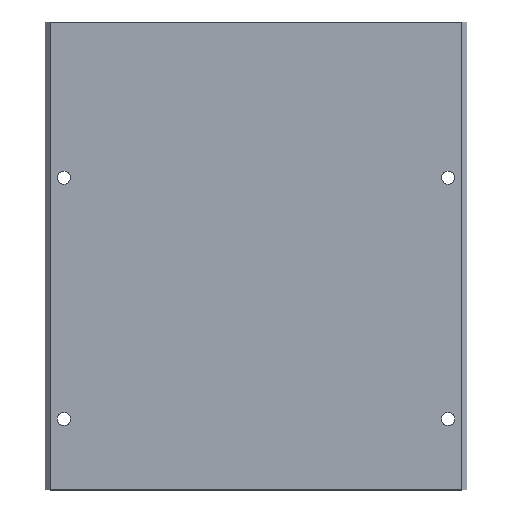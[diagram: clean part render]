
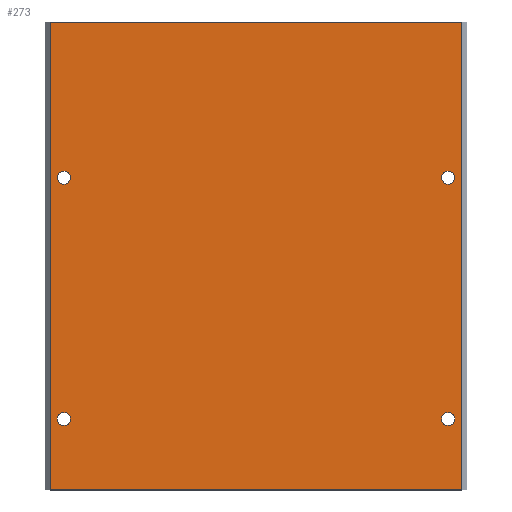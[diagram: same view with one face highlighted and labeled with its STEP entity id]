
A CAD part, top view. The second image highlights one B-rep face of the part: STEP entity #273.
In plain terms, the highlighted planar face has unit normal (0, 0, 1).
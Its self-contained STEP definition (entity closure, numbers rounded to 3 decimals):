
#19=FACE_BOUND('',#54,.T.);
#20=FACE_BOUND('',#55,.T.);
#21=FACE_BOUND('',#56,.T.);
#22=FACE_BOUND('',#57,.T.);
#27=CIRCLE('',#302,2.3);
#28=CIRCLE('',#303,2.3);
#29=CIRCLE('',#304,2.3);
#30=CIRCLE('',#305,2.3);
#39=FACE_OUTER_BOUND('',#53,.T.);
#53=EDGE_LOOP('',(#207,#208,#209,#210));
#54=EDGE_LOOP('',(#211));
#55=EDGE_LOOP('',(#212));
#56=EDGE_LOOP('',(#213));
#57=EDGE_LOOP('',(#214));
#71=LINE('',#397,#99);
#84=LINE('',#423,#112);
#86=LINE('',#427,#114);
#87=LINE('',#428,#115);
#99=VECTOR('',#323,10.);
#112=VECTOR('',#342,10.);
#114=VECTOR('',#346,10.);
#115=VECTOR('',#347,10.);
#127=VERTEX_POINT('',#395);
#128=VERTEX_POINT('',#396);
#138=VERTEX_POINT('',#422);
#139=VERTEX_POINT('',#426);
#140=VERTEX_POINT('',#429);
#141=VERTEX_POINT('',#431);
#142=VERTEX_POINT('',#433);
#143=VERTEX_POINT('',#435);
#151=EDGE_CURVE('',#127,#128,#71,.T.);
#164=EDGE_CURVE('',#138,#127,#84,.T.);
#166=EDGE_CURVE('',#128,#139,#86,.T.);
#167=EDGE_CURVE('',#138,#139,#87,.T.);
#168=EDGE_CURVE('',#140,#140,#27,.T.);
#169=EDGE_CURVE('',#141,#141,#28,.T.);
#170=EDGE_CURVE('',#142,#142,#29,.T.);
#171=EDGE_CURVE('',#143,#143,#30,.T.);
#207=ORIENTED_EDGE('',*,*,#151,.T.);
#208=ORIENTED_EDGE('',*,*,#166,.T.);
#209=ORIENTED_EDGE('',*,*,#167,.F.);
#210=ORIENTED_EDGE('',*,*,#164,.T.);
#211=ORIENTED_EDGE('',*,*,#168,.T.);
#212=ORIENTED_EDGE('',*,*,#169,.T.);
#213=ORIENTED_EDGE('',*,*,#170,.T.);
#214=ORIENTED_EDGE('',*,*,#171,.T.);
#263=PLANE('',#301);
#273=ADVANCED_FACE('',(#39,#19,#20,#21,#22),#263,.T.);
#301=AXIS2_PLACEMENT_3D('',#425,#344,#345);
#302=AXIS2_PLACEMENT_3D('',#430,#348,#349);
#303=AXIS2_PLACEMENT_3D('',#432,#350,#351);
#304=AXIS2_PLACEMENT_3D('',#434,#352,#353);
#305=AXIS2_PLACEMENT_3D('',#436,#354,#355);
#323=DIRECTION('',(-1.,0.,0.));
#342=DIRECTION('',(0.,1.,0.));
#344=DIRECTION('center_axis',(0.,0.,1.));
#345=DIRECTION('ref_axis',(1.,0.,0.));
#346=DIRECTION('',(0.,-1.,0.));
#347=DIRECTION('',(-1.,0.,0.));
#348=DIRECTION('center_axis',(0.,0.,-1.));
#349=DIRECTION('ref_axis',(-1.,0.,0.));
#350=DIRECTION('center_axis',(0.,0.,-1.));
#351=DIRECTION('ref_axis',(-1.,0.,0.));
#352=DIRECTION('center_axis',(0.,0.,-1.));
#353=DIRECTION('ref_axis',(-1.,0.,0.));
#354=DIRECTION('center_axis',(0.,0.,-1.));
#355=DIRECTION('ref_axis',(-1.,0.,0.));
#395=CARTESIAN_POINT('',(72.5,149.846,2.));
#396=CARTESIAN_POINT('',(-72.5,149.846,2.));
#397=CARTESIAN_POINT('',(-36.25,149.846,2.));
#422=CARTESIAN_POINT('',(72.5,-15.,2.));
#423=CARTESIAN_POINT('',(72.5,0.,2.));
#425=CARTESIAN_POINT('Origin',(-72.5,0.,2.));
#426=CARTESIAN_POINT('',(-72.5,-15.,2.));
#427=CARTESIAN_POINT('',(-72.5,0.,2.));
#428=CARTESIAN_POINT('',(-72.5,-15.,2.));
#429=CARTESIAN_POINT('',(69.941,95.,2.));
#430=CARTESIAN_POINT('Origin',(67.641,95.,2.));
#431=CARTESIAN_POINT('',(69.941,10.,2.));
#432=CARTESIAN_POINT('Origin',(67.641,10.,2.));
#433=CARTESIAN_POINT('',(-65.341,95.,2.));
#434=CARTESIAN_POINT('Origin',(-67.641,95.,2.));
#435=CARTESIAN_POINT('',(-65.341,10.,2.));
#436=CARTESIAN_POINT('Origin',(-67.641,10.,2.));
